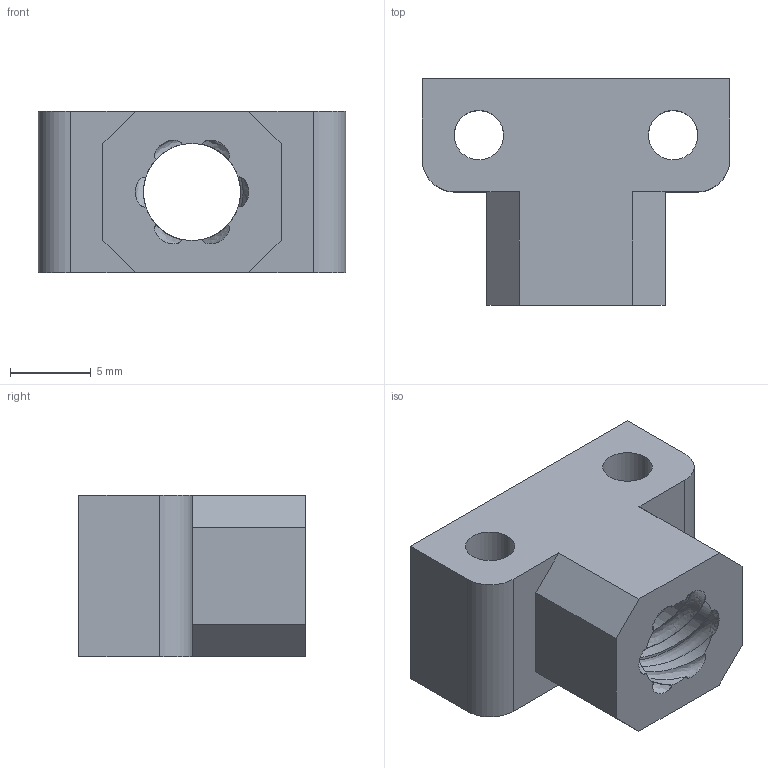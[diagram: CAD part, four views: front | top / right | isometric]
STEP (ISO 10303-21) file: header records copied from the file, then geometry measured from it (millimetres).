
FILE_DESCRIPTION (( 'STEP AP214' ), '1' );
FILE_NAME ('佪裝蹟譫.STEP', '2026-01-13T08:05:53', ( '' ), ( '' ), 'SwSTEP 2.0', 'SolidWorks 2025', '' );
FILE_SCHEMA (( 'AUTOMOTIVE_DESIGN' ));
Length unit declared in the file: millimetre
Products named in the file (1): 丝杆螺母
Bounding box: 19 x 14 x 10 mm (x, y, z)
Volume: 1419.7 mm3; surface area: 1498.6 mm2
Topology: 1 solids, 1 shells, 52 faces, 150 edges, 100 vertices
Faces by surface type: cylinder 26, plane 14, bspline 12
Entity records: 16064 total; most frequent: CARTESIAN_POINT 14868, ORIENTED_EDGE 300, DIRECTION 186, EDGE_CURVE 150, VERTEX_POINT 100, AXIS2_PLACEMENT_3D 65, EDGE_LOOP 58, VECTOR 56
